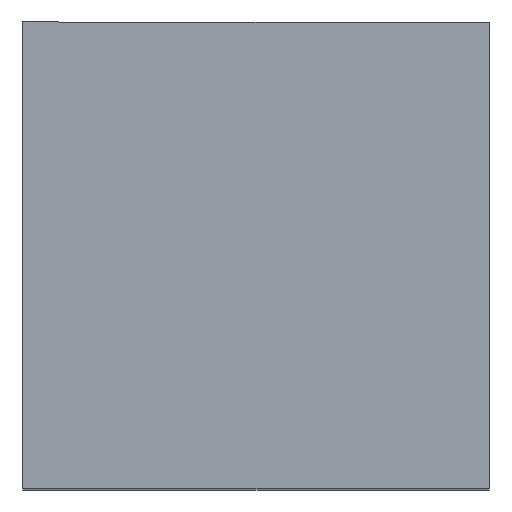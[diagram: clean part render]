
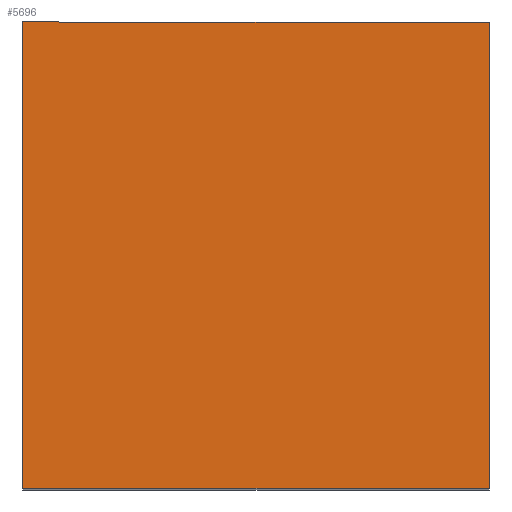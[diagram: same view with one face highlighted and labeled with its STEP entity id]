
A CAD part, top view. The second image highlights one B-rep face of the part: STEP entity #5696.
In plain terms, the highlighted face is planar.
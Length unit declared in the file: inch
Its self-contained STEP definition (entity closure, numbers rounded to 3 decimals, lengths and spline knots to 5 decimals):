
#784=FACE_OUTER_BOUND('',#1162,.T.);
#1162=EDGE_LOOP('',(#5158,#5159,#5160,#5161));
#1729=LINE('',#12878,#2304);
#1732=LINE('',#12884,#2307);
#1735=LINE('',#12890,#2310);
#1738=LINE('',#12894,#2313);
#2304=VECTOR('',#7735,0.3937);
#2307=VECTOR('',#7740,0.3937);
#2310=VECTOR('',#7745,0.3937);
#2313=VECTOR('',#7750,0.3937);
#2814=VERTEX_POINT('',#12875);
#2815=VERTEX_POINT('',#12877);
#2817=VERTEX_POINT('',#12883);
#2819=VERTEX_POINT('',#12889);
#3592=EDGE_CURVE('',#2815,#2814,#1729,.T.);
#3595=EDGE_CURVE('',#2817,#2815,#1732,.T.);
#3598=EDGE_CURVE('',#2819,#2817,#1735,.T.);
#3601=EDGE_CURVE('',#2814,#2819,#1738,.T.);
#5158=ORIENTED_EDGE('',*,*,#3601,.T.);
#5159=ORIENTED_EDGE('',*,*,#3598,.T.);
#5160=ORIENTED_EDGE('',*,*,#3595,.T.);
#5161=ORIENTED_EDGE('',*,*,#3592,.T.);
#5374=PLANE('',#6242);
#5696=ADVANCED_FACE('',(#784),#5374,.T.);
#6242=AXIS2_PLACEMENT_3D('',#12895,#7751,#7752);
#7735=DIRECTION('',(1.,0.,0.));
#7740=DIRECTION('',(0.,0.,1.));
#7745=DIRECTION('',(-1.,0.,0.));
#7750=DIRECTION('',(0.,0.,-1.));
#7751=DIRECTION('center_axis',(0.,1.,0.));
#7752=DIRECTION('ref_axis',(0.,0.,1.));
#12875=CARTESIAN_POINT('',(1.9685,0.19685,1.9685));
#12877=CARTESIAN_POINT('',(-1.9685,0.19685,1.9685));
#12878=CARTESIAN_POINT('',(-1.9685,0.19685,1.9685));
#12883=CARTESIAN_POINT('',(-1.9685,0.19685,-1.9685));
#12884=CARTESIAN_POINT('',(-1.9685,0.19685,-1.9685));
#12889=CARTESIAN_POINT('',(1.9685,0.19685,-1.9685));
#12890=CARTESIAN_POINT('',(1.9685,0.19685,-1.9685));
#12894=CARTESIAN_POINT('',(1.9685,0.19685,1.9685));
#12895=CARTESIAN_POINT('Origin',(0.,0.19685,0.));
